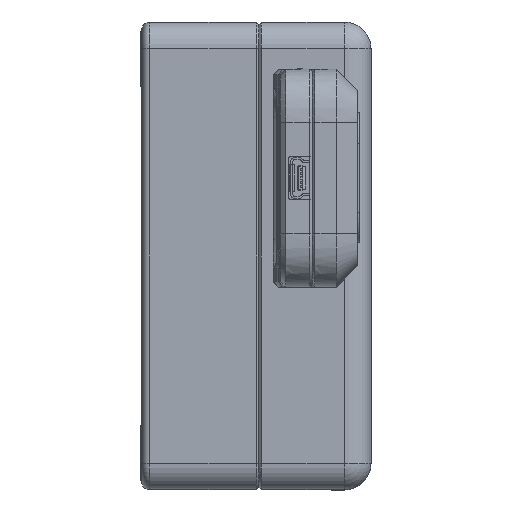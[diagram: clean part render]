
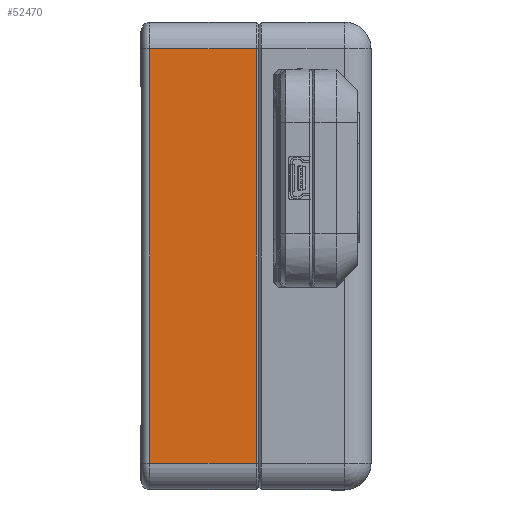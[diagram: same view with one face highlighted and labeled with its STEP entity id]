
A CAD part, left-side view. The second image highlights one B-rep face of the part: STEP entity #52470.
In plain terms, the highlighted planar face has unit normal (-1, 0, 0).
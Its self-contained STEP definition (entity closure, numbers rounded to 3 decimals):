
#8372 = CARTESIAN_POINT ( 'NONE',  ( -49.168, 8.8, -176.5 ) ) ;
#9477 = LINE ( 'NONE', #219351, #116224 ) ;
#11498 = ORIENTED_EDGE ( 'NONE', *, *, #218680, .T. ) ;
#30027 = LINE ( 'NONE', #210842, #102982 ) ;
#41114 = CARTESIAN_POINT ( 'NONE',  ( -49.168, -11.2, -98.5 ) ) ;
#41261 = VECTOR ( 'NONE', #136303, 1000. ) ;
#52309 = VERTEX_POINT ( 'NONE', #154813 ) ;
#52470 = ADVANCED_FACE ( 'NONE', ( #60666 ), #153298, .T. ) ;
#60666 = FACE_OUTER_BOUND ( 'NONE', #165087, .T. ) ;
#63068 = ORIENTED_EDGE ( 'NONE', *, *, #123681, .T. ) ;
#71536 = CARTESIAN_POINT ( 'NONE',  ( -49.168, 8.8, -98.5 ) ) ;
#74793 = LINE ( 'NONE', #229655, #41261 ) ;
#94755 = ORIENTED_EDGE ( 'NONE', *, *, #97318, .F. ) ;
#95321 = DIRECTION ( 'NONE',  ( 0., 1., 0. ) ) ;
#97318 = EDGE_CURVE ( 'NONE', #52309, #202527, #74793, .T. ) ;
#97883 = DIRECTION ( 'NONE',  ( 0., 0., -1. ) ) ;
#99925 = DIRECTION ( 'NONE',  ( -1., 0., 0. ) ) ;
#102982 = VECTOR ( 'NONE', #211604, 1000. ) ;
#116224 = VECTOR ( 'NONE', #95321, 1000. ) ;
#117194 = VECTOR ( 'NONE', #97883, 1000. ) ;
#117927 = DIRECTION ( 'NONE',  ( 0., -1., 0. ) ) ;
#123681 = EDGE_CURVE ( 'NONE', #132137, #142811, #9477, .T. ) ;
#132137 = VERTEX_POINT ( 'NONE', #41114 ) ;
#136303 = DIRECTION ( 'NONE',  ( 0., 1., 0. ) ) ;
#142811 = VERTEX_POINT ( 'NONE', #71536 ) ;
#153298 = PLANE ( 'NONE',  #170567 ) ;
#154813 = CARTESIAN_POINT ( 'NONE',  ( -49.168, -11.2, -176.5 ) ) ;
#162165 = ORIENTED_EDGE ( 'NONE', *, *, #196959, .T. ) ;
#165087 = EDGE_LOOP ( 'NONE', ( #94755, #162165, #63068, #11498 ) ) ;
#170567 = AXIS2_PLACEMENT_3D ( 'NONE', #172135, #99925, #117927 ) ;
#172135 = CARTESIAN_POINT ( 'NONE',  ( -49.168, -11.7, -176.5 ) ) ;
#196959 = EDGE_CURVE ( 'NONE', #52309, #132137, #30027, .T. ) ;
#202527 = VERTEX_POINT ( 'NONE', #222449 ) ;
#210842 = CARTESIAN_POINT ( 'NONE',  ( -49.168, -11.2, -98.5 ) ) ;
#211604 = DIRECTION ( 'NONE',  ( 0., 0., 1. ) ) ;
#218368 = LINE ( 'NONE', #8372, #117194 ) ;
#218680 = EDGE_CURVE ( 'NONE', #142811, #202527, #218368, .T. ) ;
#219351 = CARTESIAN_POINT ( 'NONE',  ( -49.168, -11.7, -98.5 ) ) ;
#222449 = CARTESIAN_POINT ( 'NONE',  ( -49.168, 8.8, -176.5 ) ) ;
#229655 = CARTESIAN_POINT ( 'NONE',  ( -49.168, -11.7, -176.5 ) ) ;
